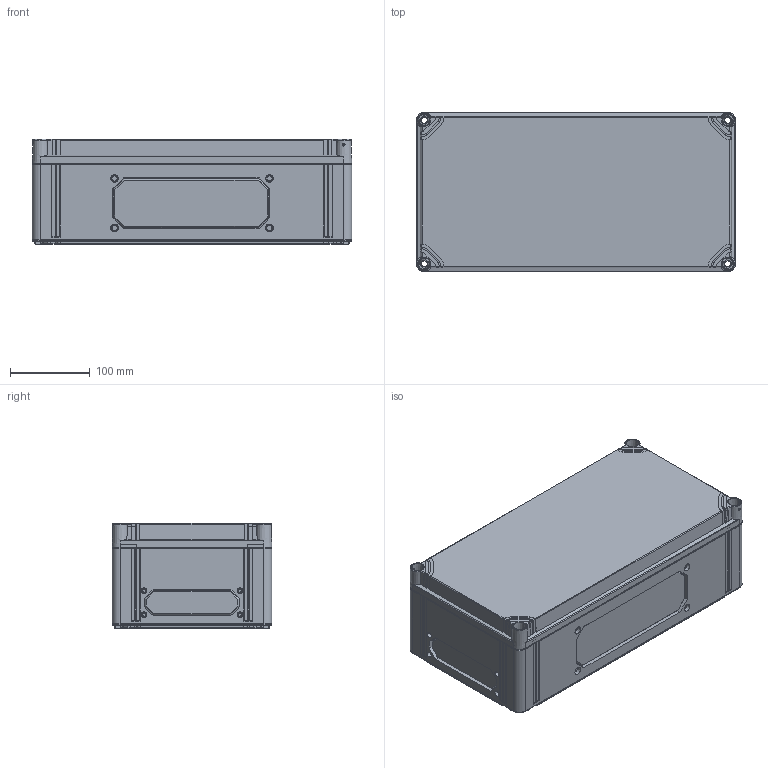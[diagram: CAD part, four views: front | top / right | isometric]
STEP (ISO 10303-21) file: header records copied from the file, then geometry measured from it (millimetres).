
FILE_DESCRIPTION((''),'2;1');
FILE_NAME('CPCF204013G_ASM','2008-12-29T',('pasi_koskela'),(''),'PRO/ENGINEER BY PARAMETRIC TECHNOLOGY CORPORATION, 2008250','PRO/ENGINEER BY PARAMETRIC TECHNOLOGY CORPORATION, 2008250','');
FILE_SCHEMA(('AUTOMOTIVE_DESIGN_CC2 { 1 2 10303 214 -1 1 5 2 }'));
Products named in the file (3): CPCF204010B; OPCG204003L; CPCF204013G_ASM
Assembly tree (2 placements, depth 2):
  CPCF204013G_ASM
    CPCF204010B
    OPCG204003L
Bounding box: 400 x 200 x 132 mm (x, y, z)
Volume: 1315762.6 mm3; surface area: 740063.1 mm2
Topology: 2 solids, 2 shells, 2569 faces, 6439 edges, 4016 vertices
Faces by surface type: plane 1248, cone 606, cylinder 431, torus 262, bspline 20, sphere 2
Entity records: 98059 total; most frequent: CARTESIAN_POINT 16774, DIRECTION 12955, ORIENTED_EDGE 12874, PRESENTATION_STYLE_ASSIGNMENT 6439, STYLED_ITEM 6439, CURVE_STYLE 6437, EDGE_CURVE 6437, AXIS2_PLACEMENT_3D 4588
